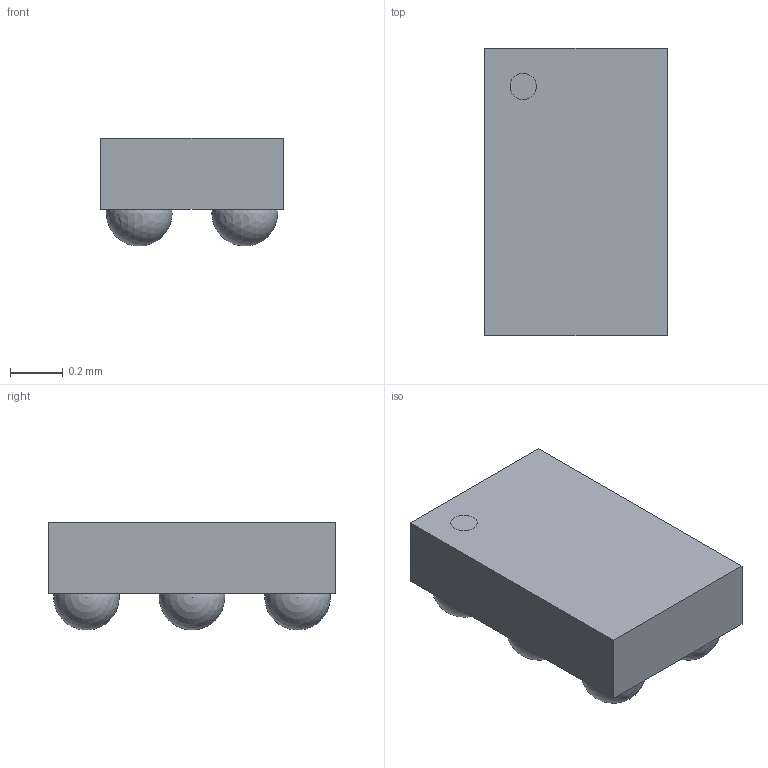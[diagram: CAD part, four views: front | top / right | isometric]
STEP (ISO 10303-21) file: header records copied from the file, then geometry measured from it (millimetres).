
FILE_DESCRIPTION(/* description */ (''),/* implementation_level */ '2;1');
FILE_NAME(/* name */ 'BGA6C40P2X3_69X109X41.stp',/* time_stamp */ '2016-02-19T08:35:46+01:00',/* author */ ('riccim'),/* organization */ (''),/* preprocessor_version */ 'ST-DEVELOPER v15.5',/* originating_system */ 'AutoCAD Mechanical',/* authorisation */ '');
FILE_SCHEMA (('AUTOMOTIVE_DESIGN { 1 0 10303 214 3 1 1 }'));
Length unit declared in the file: millimetre
Products named in the file (1): Product
Bounding box: 0.69 x 1.09 x 0.41 mm (x, y, z)
Volume: 0.2 mm3; surface area: 3.9 mm2
Topology: 8 solids, 8 shells, 22 faces, 41 edges, 29 vertices
Faces by surface type: sphere 11, plane 9, cylinder 2
Full cylindrical faces by diameter (mm): 0.1 x2
Entity records: 529 total; most frequent: DIRECTION 88, CARTESIAN_POINT 79, ORIENTED_EDGE 54, AXIS2_PLACEMENT_3D 38, EDGE_LOOP 30, VERTEX_POINT 29, EDGE_CURVE 27, FACE_OUTER_BOUND 22
